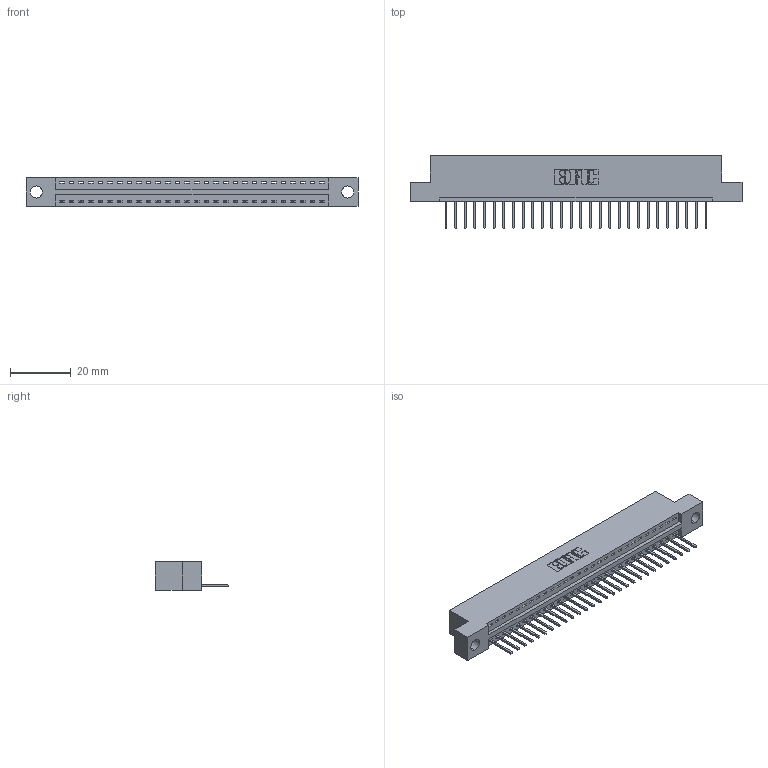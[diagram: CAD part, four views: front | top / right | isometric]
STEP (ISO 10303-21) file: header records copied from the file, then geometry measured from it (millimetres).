
FILE_DESCRIPTION (( 'STEP AP203' ), '1' );
FILE_NAME ('396-028-526-104.STEP', '2019-10-27T08:45:08', ( '' ), ( '' ), 'SwSTEP 2.0', 'SolidWorks 2016', '' );
FILE_SCHEMA (( 'CONFIG_CONTROL_DESIGN' ));
Length unit declared in the file: inch
Products named in the file (3): 345-292-001_345-293-126; 346 Part_Flush Mounting Lugs - 0.156 Dia-TH; 396-028-526-104
Assembly tree (29 placements, depth 2):
  396-028-526-104
    346 Part_Flush Mounting Lugs - 0.156 Dia-TH
    345-292-001_345-293-126  x28
Bounding box: 109.47 x 24.13 x 9.4 mm (x, y, z)
Volume: 10272.5 mm3; surface area: 12465.9 mm2
Topology: 29 solids, 29 shells, 1746 faces, 5257 edges, 3466 vertices
Faces by surface type: plane 1196, cylinder 550
Entity records: 19283 total; most frequent: CARTESIAN_POINT 3316, ORIENTED_EDGE 3278, DIRECTION 2943, EDGE_CURVE 1639, LINE 1395, VECTOR 1395, VERTEX_POINT 1090, AXIS2_PLACEMENT_3D 774
